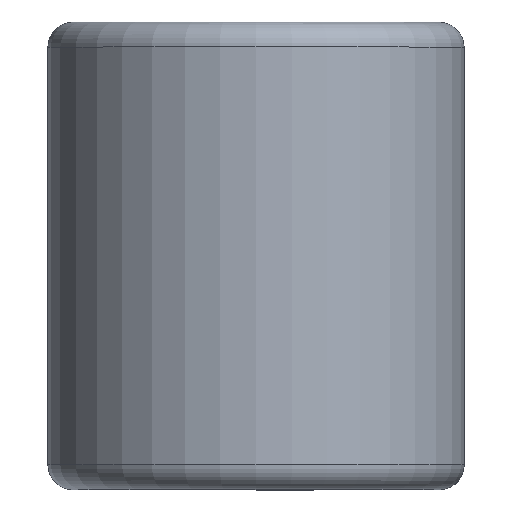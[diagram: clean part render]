
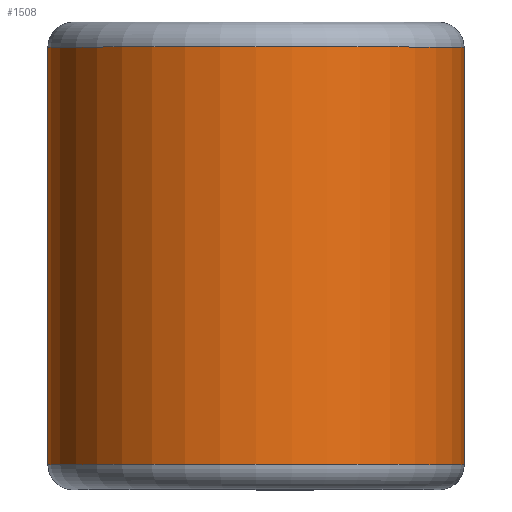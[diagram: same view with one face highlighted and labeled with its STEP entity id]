
A CAD part, top view. The second image highlights one B-rep face of the part: STEP entity #1508.
In plain terms, the highlighted cylindrical face has radius 6.363 mm (diameter 12.725 mm), a partial arc.
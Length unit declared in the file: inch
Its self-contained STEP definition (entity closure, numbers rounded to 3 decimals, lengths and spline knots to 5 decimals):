
#25 = CARTESIAN_POINT ( 'NONE',  ( 0., 0.25125, -0.2505 ) ) ;
#134 = CIRCLE ( 'NONE', #2285, 0.2505 ) ;
#161 = DIRECTION ( 'NONE',  ( 0., 1., 0. ) ) ;
#162 = ORIENTED_EDGE ( 'NONE', *, *, #2168, .F. ) ;
#243 = AXIS2_PLACEMENT_3D ( 'NONE', #2047, #911, #2245 ) ;
#386 = VERTEX_POINT ( 'NONE', #2004 ) ;
#423 = VERTEX_POINT ( 'NONE', #2326 ) ;
#480 = CYLINDRICAL_SURFACE ( 'NONE', #1257, 0.2505 ) ;
#534 = VECTOR ( 'NONE', #2384, 39.37008 ) ;
#615 = DIRECTION ( 'NONE',  ( 0., 0., -1. ) ) ;
#637 = ORIENTED_EDGE ( 'NONE', *, *, #2188, .T. ) ;
#756 = CARTESIAN_POINT ( 'NONE',  ( 0., 0.25125, 0. ) ) ;
#870 = EDGE_LOOP ( 'NONE', ( #637, #1654, #1789, #162 ) ) ;
#911 = DIRECTION ( 'NONE',  ( 0., -1., 0. ) ) ;
#939 = DIRECTION ( 'NONE',  ( 0., 0., -1. ) ) ;
#1021 = VERTEX_POINT ( 'NONE', #1569 ) ;
#1075 = CARTESIAN_POINT ( 'NONE',  ( 0., 0.25125, -0.2505 ) ) ;
#1196 = DIRECTION ( 'NONE',  ( 0., -1., 0. ) ) ;
#1257 = AXIS2_PLACEMENT_3D ( 'NONE', #1926, #1196, #615 ) ;
#1502 = CARTESIAN_POINT ( 'NONE',  ( 0.2505, 0.25125, 0. ) ) ;
#1508 = ADVANCED_FACE ( 'NONE', ( #2235 ), #480, .T. ) ;
#1569 = CARTESIAN_POINT ( 'NONE',  ( 0., -0.25125, -0.2505 ) ) ;
#1654 = ORIENTED_EDGE ( 'NONE', *, *, #2202, .T. ) ;
#1789 = ORIENTED_EDGE ( 'NONE', *, *, #2050, .F. ) ;
#1846 = VECTOR ( 'NONE', #161, 39.37008 ) ;
#1926 = CARTESIAN_POINT ( 'NONE',  ( 0., 0.25, 0. ) ) ;
#1943 = VERTEX_POINT ( 'NONE', #25 ) ;
#1983 = LINE ( 'NONE', #1075, #534 ) ;
#2004 = CARTESIAN_POINT ( 'NONE',  ( 0.2505, -0.25125, 0. ) ) ;
#2047 = CARTESIAN_POINT ( 'NONE',  ( 0., -0.25125, 0. ) ) ;
#2050 = EDGE_CURVE ( 'NONE', #1021, #1943, #1983, .T. ) ;
#2075 = DIRECTION ( 'NONE',  ( 0., -1., 0. ) ) ;
#2124 = CIRCLE ( 'NONE', #243, 0.2505 ) ;
#2168 = EDGE_CURVE ( 'NONE', #386, #1021, #2124, .T. ) ;
#2188 = EDGE_CURVE ( 'NONE', #386, #423, #2332, .T. ) ;
#2202 = EDGE_CURVE ( 'NONE', #423, #1943, #134, .T. ) ;
#2235 = FACE_OUTER_BOUND ( 'NONE', #870, .T. ) ;
#2245 = DIRECTION ( 'NONE',  ( 0., 0., -1. ) ) ;
#2285 = AXIS2_PLACEMENT_3D ( 'NONE', #756, #2075, #939 ) ;
#2326 = CARTESIAN_POINT ( 'NONE',  ( 0.2505, 0.25125, 0. ) ) ;
#2332 = LINE ( 'NONE', #1502, #1846 ) ;
#2384 = DIRECTION ( 'NONE',  ( 0., 1., 0. ) ) ;
